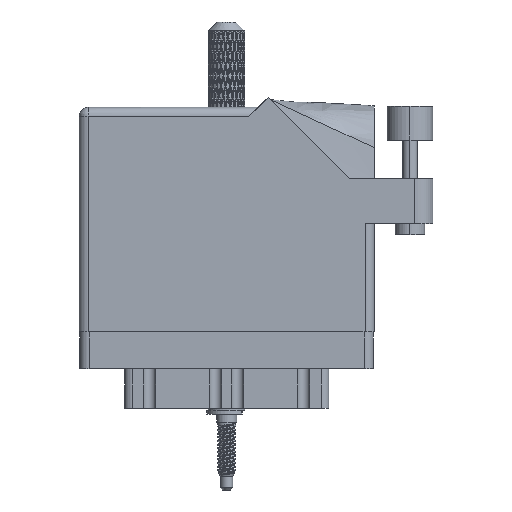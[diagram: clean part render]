
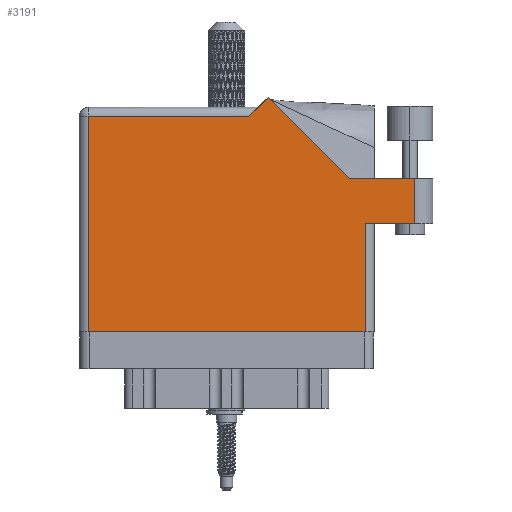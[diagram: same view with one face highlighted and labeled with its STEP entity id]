
A CAD part, front view. The second image highlights one B-rep face of the part: STEP entity #3191.
In plain terms, the highlighted face is planar.
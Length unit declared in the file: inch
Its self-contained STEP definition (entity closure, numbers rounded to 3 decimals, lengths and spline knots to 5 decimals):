
#851 = LINE ( 'NONE', #16688, #52732 ) ;
#2033 = LINE ( 'NONE', #59147, #19245 ) ;
#3191 = ADVANCED_FACE ( 'NONE', ( #12928 ), #92762, .F. ) ;
#3705 = VECTOR ( 'NONE', #59679, 39.37008 ) ;
#4146 = LINE ( 'NONE', #11515, #3705 ) ;
#7661 = EDGE_CURVE ( 'NONE', #8236, #71164, #2033, .T. ) ;
#8236 = VERTEX_POINT ( 'NONE', #66414 ) ;
#11515 = CARTESIAN_POINT ( 'NONE',  ( 2.41, 1.044, 0. ) ) ;
#11565 = CARTESIAN_POINT ( 'NONE',  ( 0.062, 0., 0. ) ) ;
#11704 = VECTOR ( 'NONE', #85076, 39.37008 ) ;
#12928 = FACE_OUTER_BOUND ( 'NONE', #46615, .T. ) ;
#14966 = CARTESIAN_POINT ( 'NONE',  ( 1.84442, 1.044, 0. ) ) ;
#15233 = ORIENTED_EDGE ( 'NONE', *, *, #57130, .T. ) ;
#15456 = ORIENTED_EDGE ( 'NONE', *, *, #49967, .T. ) ;
#16688 = CARTESIAN_POINT ( 'NONE',  ( 0., 0., 0. ) ) ;
#17134 = VECTOR ( 'NONE', #93361, 39.37008 ) ;
#19245 = VECTOR ( 'NONE', #92895, 39.37008 ) ;
#19817 = CARTESIAN_POINT ( 'NONE',  ( 0., 1.53, 0. ) ) ;
#20564 = LINE ( 'NONE', #62360, #11704 ) ;
#22815 = LINE ( 'NONE', #87293, #102480 ) ;
#24439 = VECTOR ( 'NONE', #62074, 39.37008 ) ;
#25887 = VERTEX_POINT ( 'NONE', #31659 ) ;
#28391 = CARTESIAN_POINT ( 'NONE',  ( 1.217, 1.53, 0. ) ) ;
#29220 = LINE ( 'NONE', #60941, #84873 ) ;
#30610 = CARTESIAN_POINT ( 'NONE',  ( 2.285, 0.737, 0. ) ) ;
#31396 = VERTEX_POINT ( 'NONE', #48424 ) ;
#31659 = CARTESIAN_POINT ( 'NONE',  ( 1.84442, 1.044, 0. ) ) ;
#34203 = EDGE_CURVE ( 'NONE', #45711, #59048, #102932, .T. ) ;
#36119 = ORIENTED_EDGE ( 'NONE', *, *, #7661, .T. ) ;
#37233 = ORIENTED_EDGE ( 'NONE', *, *, #73635, .T. ) ;
#37388 = VECTOR ( 'NONE', #45364, 39.37008 ) ;
#38489 = CARTESIAN_POINT ( 'NONE',  ( 0.062, 0., 0. ) ) ;
#39952 = CARTESIAN_POINT ( 'NONE',  ( 1.948, 0., 0. ) ) ;
#40418 = EDGE_CURVE ( 'NONE', #31396, #62052, #85972, .T. ) ;
#43516 = AXIS2_PLACEMENT_3D ( 'NONE', #19817, #45777, #84343 ) ;
#45364 = DIRECTION ( 'NONE',  ( 0., -1., 0. ) ) ;
#45711 = VERTEX_POINT ( 'NONE', #72809 ) ;
#45777 = DIRECTION ( 'NONE',  ( 0., 0., -1. ) ) ;
#46615 = EDGE_LOOP ( 'NONE', ( #36119, #15233, #62832, #74144, #100073, #66725, #71696, #15456, #37233 ) ) ;
#48424 = CARTESIAN_POINT ( 'NONE',  ( 1.28771, 1.60071, 0. ) ) ;
#49967 = EDGE_CURVE ( 'NONE', #59048, #82948, #851, .T. ) ;
#52732 = VECTOR ( 'NONE', #57934, 39.37008 ) ;
#53772 = CARTESIAN_POINT ( 'NONE',  ( 1.155, 1.468, 0. ) ) ;
#57130 = EDGE_CURVE ( 'NONE', #71164, #59862, #29220, .T. ) ;
#57934 = DIRECTION ( 'NONE',  ( 1., 0., 0. ) ) ;
#59048 = VERTEX_POINT ( 'NONE', #11565 ) ;
#59147 = CARTESIAN_POINT ( 'NONE',  ( 2.01, 0.737, 0. ) ) ;
#59679 = DIRECTION ( 'NONE',  ( -1., 0., 0. ) ) ;
#59862 = VERTEX_POINT ( 'NONE', #95860 ) ;
#60873 = EDGE_CURVE ( 'NONE', #25887, #31396, #102736, .T. ) ;
#60941 = CARTESIAN_POINT ( 'NONE',  ( 2.285, 1.044, 0. ) ) ;
#62052 = VERTEX_POINT ( 'NONE', #53772 ) ;
#62074 = DIRECTION ( 'NONE',  ( -0.707, 0.707, 0. ) ) ;
#62360 = CARTESIAN_POINT ( 'NONE',  ( 1.948, 0.737, 0. ) ) ;
#62832 = ORIENTED_EDGE ( 'NONE', *, *, #68762, .T. ) ;
#66414 = CARTESIAN_POINT ( 'NONE',  ( 1.948, 0.737, 0. ) ) ;
#66725 = ORIENTED_EDGE ( 'NONE', *, *, #91027, .T. ) ;
#68762 = EDGE_CURVE ( 'NONE', #59862, #25887, #4146, .T. ) ;
#69381 = DIRECTION ( 'NONE',  ( 0., 1., 0. ) ) ;
#71164 = VERTEX_POINT ( 'NONE', #30610 ) ;
#71696 = ORIENTED_EDGE ( 'NONE', *, *, #34203, .T. ) ;
#72809 = CARTESIAN_POINT ( 'NONE',  ( 0.062, 1.468, 0. ) ) ;
#73635 = EDGE_CURVE ( 'NONE', #82948, #8236, #20564, .T. ) ;
#74144 = ORIENTED_EDGE ( 'NONE', *, *, #60873, .T. ) ;
#78357 = DIRECTION ( 'NONE',  ( -1., 0., 0. ) ) ;
#82948 = VERTEX_POINT ( 'NONE', #39952 ) ;
#84343 = DIRECTION ( 'NONE',  ( -1., 0., 0. ) ) ;
#84873 = VECTOR ( 'NONE', #69381, 39.37008 ) ;
#85076 = DIRECTION ( 'NONE',  ( 0., 1., 0. ) ) ;
#85972 = LINE ( 'NONE', #28391, #17134 ) ;
#87293 = CARTESIAN_POINT ( 'NONE',  ( 0., 1.468, 0. ) ) ;
#91027 = EDGE_CURVE ( 'NONE', #62052, #45711, #22815, .T. ) ;
#92762 = PLANE ( 'NONE',  #43516 ) ;
#92895 = DIRECTION ( 'NONE',  ( 1., 0., 0. ) ) ;
#93361 = DIRECTION ( 'NONE',  ( -0.707, -0.707, 0. ) ) ;
#95860 = CARTESIAN_POINT ( 'NONE',  ( 2.285, 1.044, 0. ) ) ;
#100073 = ORIENTED_EDGE ( 'NONE', *, *, #40418, .T. ) ;
#102480 = VECTOR ( 'NONE', #78357, 39.37008 ) ;
#102736 = LINE ( 'NONE', #14966, #24439 ) ;
#102932 = LINE ( 'NONE', #38489, #37388 ) ;
